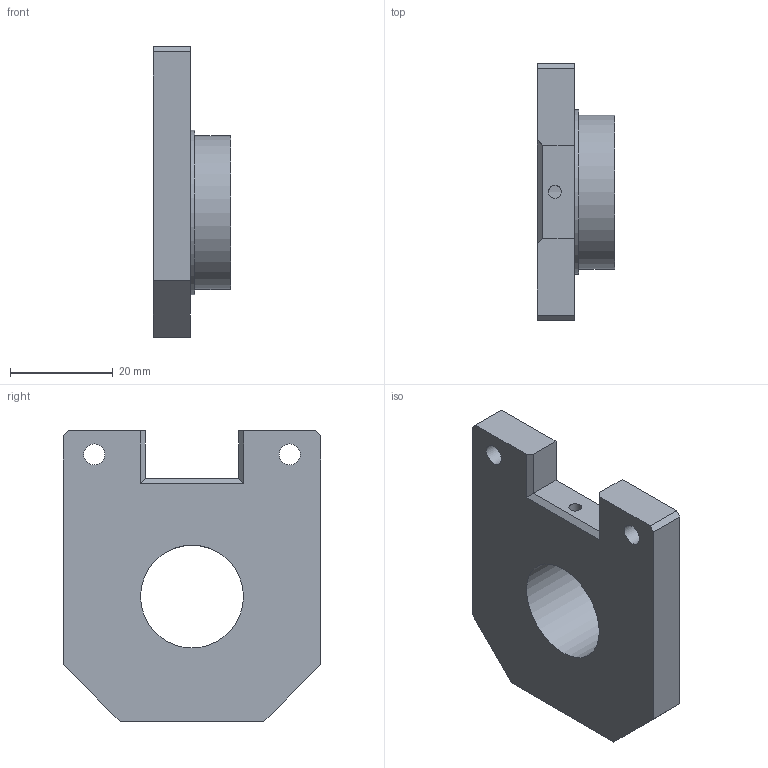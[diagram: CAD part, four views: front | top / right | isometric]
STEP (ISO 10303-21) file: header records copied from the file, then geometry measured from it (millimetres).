
FILE_DESCRIPTION(/* description */ ('','CAx-IF Rec.Pracs.---Representation and Presentation of Product Manufacturing Information (PMI)---4.0---2014-10-13'),/* implementation_level */ '2;1');
FILE_NAME(/* name */ '',/* time_stamp */ '2024-12-07T11:49:52+08:00',/* author */ (''),/* organization */ (''),/* preprocessor_version */ 'ST-DEVELOPER v20',/* originating_system */ 'Autodesk Translation Framework v13.20.0.188',/* authorisation */ '');
FILE_SCHEMA (('AP242_MANAGED_MODEL_BASED_3D_ENGINEERING_MIM_LF { 1 0 10303 442 1 1 4 }'));
Length unit declared in the file: millimetre
Products named in the file (1): 灵足03Pitch Bearing Linkage
Bounding box: 15 x 50 x 56.5 mm (x, y, z)
Volume: 18578.6 mm3; surface area: 7978.3 mm2
Topology: 1 solids, 1 shells, 29 faces, 68 edges, 45 vertices
Faces by surface type: plane 21, cylinder 8
Full cylindrical faces by diameter (mm): 2.5 x1, 4.1 x2, 7.6 x2, 20 x1, 29.96 x1, 32 x1
Entity records: 915 total; most frequent: CARTESIAN_POINT 177, DIRECTION 141, ORIENTED_EDGE 136, EDGE_CURVE 68, LINE 51, VECTOR 51, VERTEX_POINT 45, AXIS2_PLACEMENT_3D 45
